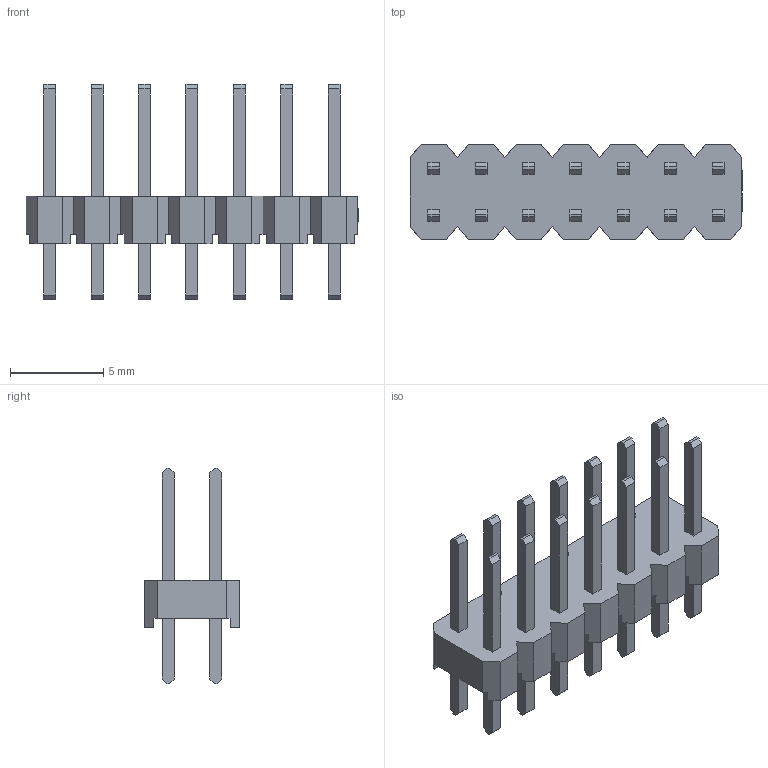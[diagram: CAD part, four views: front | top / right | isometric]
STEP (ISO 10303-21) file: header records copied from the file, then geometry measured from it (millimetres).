
FILE_DESCRIPTION(/* description */ ('Designed by EasyEDA Pro'),/* implementation_level */ '2;1');
FILE_NAME(/* name */ 'HDR2.54-LI-7x2.step',/* time_stamp */ '2025-10-22T15:56:54+08:00',/* author */ ('11208'),/* organization */ ('Open CASCADE'),/* preprocessor_version */ 'ST-DEVELOPER v20',/* originating_system */ 'Autodesk Inventor 2025',/* authorisation */ 'Unknown');
FILE_SCHEMA (('AUTOMOTIVE_DESIGN { 1 0 10303 214 3 1 1 }'));
Length unit declared in the file: millimetre
Products named in the file (3): EasyEDA PCB Model~OOxi; H1~HDR-TH_14P-P2.54-V-M-R2-C7-S2.54~HDR-TH_14P-P2.54-M-LI-2X7P~OOxi; HDR-TH_14P-P2.54-V-M-R2-C7-S2.54~HDR-TH_14P-P2.54-M-LI-2X7P~OOxi
Assembly tree (2 placements, depth 3):
  EasyEDA PCB Model~OOxi
    H1~HDR-TH_14P-P2.54-V-M-R2-C7-S2.54~HDR-TH_14P-P2.54-M-LI-2X7P~OOxi
      HDR-TH_14P-P2.54-V-M-R2-C7-S2.54~HDR-TH_14P-P2.54-M-LI-2X7P~OOxi
Bounding box: 17.79 x 5.08 x 11.54 mm (x, y, z)
Volume: 231.8 mm3; surface area: 641.9 mm2
Topology: 1 solids, 1 shells, 554 faces, 1494 edges, 996 vertices
Faces by surface type: plane 440, bspline 114
Entity records: 18966 total; most frequent: CARTESIAN_POINT 5141, ORIENTED_EDGE 2988, DIRECTION 2328, EDGE_CURVE 1494, LINE 1266, VECTOR 1266, VERTEX_POINT 996, EDGE_LOOP 608
